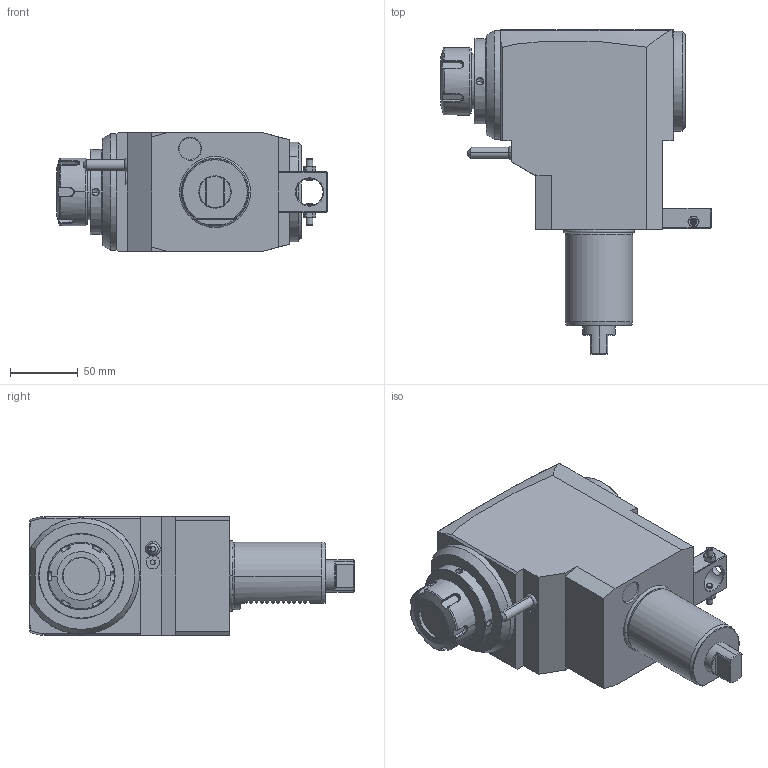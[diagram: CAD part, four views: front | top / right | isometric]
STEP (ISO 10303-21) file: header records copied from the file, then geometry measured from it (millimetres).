
FILE_DESCRIPTION((''),'2;1');
FILE_NAME('NGT1_50_221_32_1_2_110','2023-04-07T',('vali'),('NOVA GRUP'),'PRO/ENGINEER BY PARAMETRIC TECHNOLOGY CORPORATION, 2010280','PRO/ENGINEER BY PARAMETRIC TECHNOLOGY CORPORATION, 2010280','');
FILE_SCHEMA(('CONFIG_CONTROL_DESIGN'));
Length unit declared in the file: millimetre
Products named in the file (1): NGT1_50_221_32_1_2_110
Bounding box: 200.1 x 240 x 88 mm (x, y, z)
Volume: 1801354.1 mm3; surface area: 112068.2 mm2
Topology: 1 solids, 2 shells, 404 faces, 1032 edges, 633 vertices
Faces by surface type: plane 195, cylinder 91, cone 61, bspline 42, torus 11, extrusion 2, sphere 2
Entity records: 18117 total; most frequent: CARTESIAN_POINT 9071, ORIENTED_EDGE 2024, DIRECTION 1589, EDGE_CURVE 1012, VERTEX_POINT 633, AXIS2_PLACEMENT_3D 537, VECTOR 515, LINE 513
